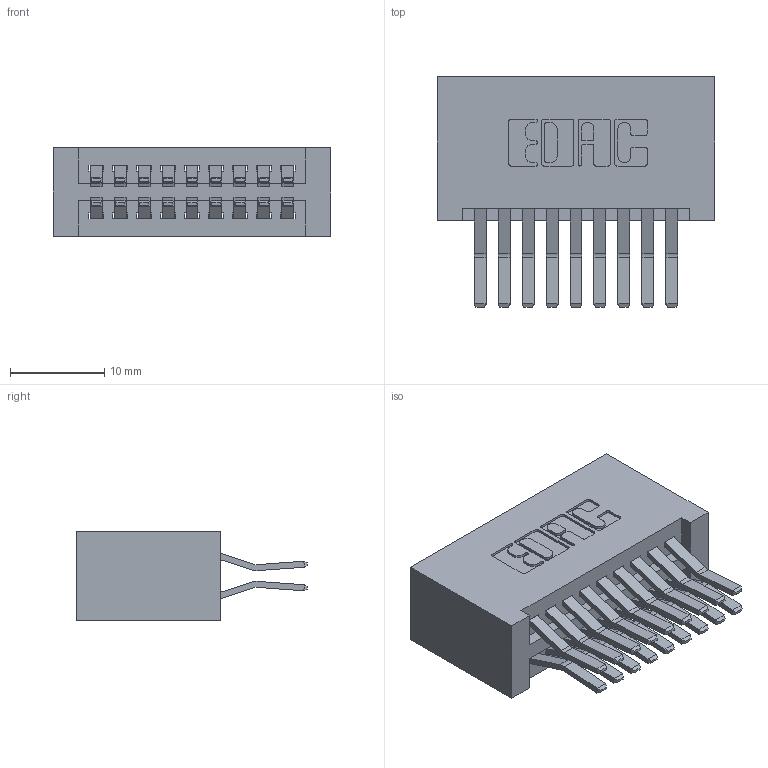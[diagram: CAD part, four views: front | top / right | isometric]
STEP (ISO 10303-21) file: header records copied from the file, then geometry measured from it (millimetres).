
FILE_DESCRIPTION (( 'STEP AP203' ), '1' );
FILE_NAME ('345-018-560-201.STEP', '2018-08-19T23:51:42', ( '' ), ( '' ), 'SwSTEP 2.0', 'SolidWorks 2016', '' );
FILE_SCHEMA (( 'CONFIG_CONTROL_DESIGN' ));
Length unit declared in the file: inch
Products named in the file (3): 345 Part_No Mounting Lugs; 345-292-001_560 Tail; 345-018-560-201
Assembly tree (19 placements, depth 2):
  345-018-560-201
    345 Part_No Mounting Lugs
    345-292-001_560 Tail  x18
Bounding box: 29.46 x 24.45 x 9.4 mm (x, y, z)
Volume: 3289.7 mm3; surface area: 4830.4 mm2
Topology: 19 solids, 19 shells, 1054 faces, 3107 edges, 2046 vertices
Faces by surface type: plane 670, cylinder 384
Entity records: 11315 total; most frequent: CARTESIAN_POINT 1928, ORIENTED_EDGE 1862, DIRECTION 1739, EDGE_CURVE 931, LINE 767, VECTOR 767, VERTEX_POINT 618, AXIS2_PLACEMENT_3D 486
